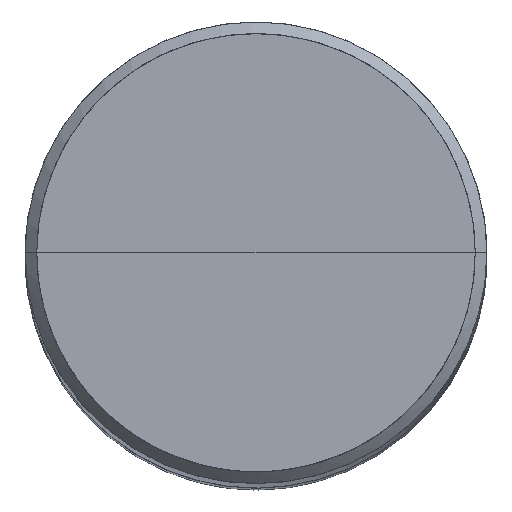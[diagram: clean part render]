
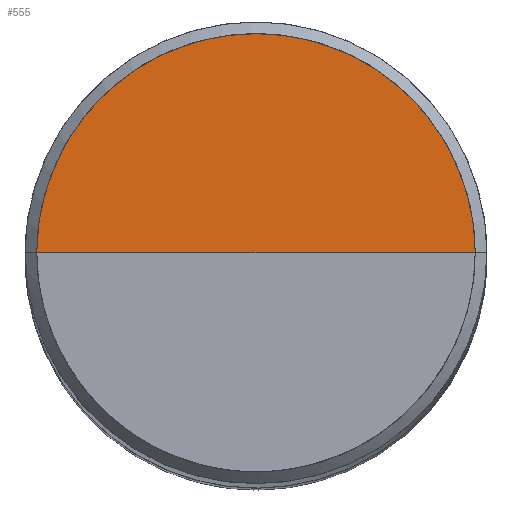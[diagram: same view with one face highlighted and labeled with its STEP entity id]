
A CAD part, top view. The second image highlights one B-rep face of the part: STEP entity #555.
In plain terms, the highlighted free-form (B-spline) face has degree [1, 2] with [2, 5] control points.
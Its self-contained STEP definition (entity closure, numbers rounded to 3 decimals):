
#123=CARTESIAN_POINT('',(-3.8,0.,40.));
#127=CARTESIAN_POINT('',(3.8,0.,40.));
#128=CARTESIAN_POINT('',(0.,0.,40.));
#141=CARTESIAN_POINT('',(3.8,3.8,40.));
#142=CARTESIAN_POINT('',(0.,3.8,40.));
#143=CARTESIAN_POINT('',(-3.8,3.8,40.));
#540=(
BOUNDED_SURFACE()
B_SPLINE_SURFACE(1,2,(
(#127,#141,#142,#143,#123),
(#128,#128,#128,#128,#128)
), .UNSPECIFIED.,.F.,.F.,.F.)
B_SPLINE_SURFACE_WITH_KNOTS((2,2),(3,2,3),(
0.,1.),(
0.,0.5,1.), .UNSPECIFIED.)
GEOMETRIC_REPRESENTATION_ITEM()
RATIONAL_B_SPLINE_SURFACE(((1.,0.707,1.,0.707,1.),
(1.,0.707,1.,0.707,1.)
))
REPRESENTATION_ITEM('')
SURFACE()
);
#541=(
BOUNDED_CURVE()
B_SPLINE_CURVE(2,(#123,#143,#142,#141,#127),.UNSPECIFIED.,.F.,.F.)
B_SPLINE_CURVE_WITH_KNOTS((3,2,3),
(0.,0.5,1.),.UNSPECIFIED.)
CURVE()
GEOMETRIC_REPRESENTATION_ITEM()
RATIONAL_B_SPLINE_CURVE((1.,0.707,1.,0.707,1.))
REPRESENTATION_ITEM('')
);
#542=(
BOUNDED_CURVE()
B_SPLINE_CURVE(1,(#127,#128),.UNSPECIFIED.,.F.,.F.)
B_SPLINE_CURVE_WITH_KNOTS((2,2),
(0.,1.),.UNSPECIFIED.)
CURVE()
GEOMETRIC_REPRESENTATION_ITEM()
RATIONAL_B_SPLINE_CURVE((1.,1.))
REPRESENTATION_ITEM('')
);
#543=(
BOUNDED_CURVE()
B_SPLINE_CURVE(1,(#128,#123),.UNSPECIFIED.,.F.,.F.)
B_SPLINE_CURVE_WITH_KNOTS((2,2),
(0.,1.),.UNSPECIFIED.)
CURVE()
GEOMETRIC_REPRESENTATION_ITEM()
RATIONAL_B_SPLINE_CURVE((1.,1.))
REPRESENTATION_ITEM('')
);
#544=VERTEX_POINT('',#123);
#545=VERTEX_POINT('',#127);
#546=VERTEX_POINT('',#128);
#547=EDGE_CURVE('',#544,#545,#541,.T.);
#548=EDGE_CURVE('',#545,#546,#542,.T.);
#549=EDGE_CURVE('',#546,#544,#543,.T.);
#550=ORIENTED_EDGE('',*,*,#547,.T.);
#551=ORIENTED_EDGE('',*,*,#548,.T.);
#552=ORIENTED_EDGE('',*,*,#549,.T.);
#553=EDGE_LOOP('',(#550,#551,#552));
#554=FACE_OUTER_BOUND('',#553,.T.);
#555=ADVANCED_FACE('',(#554),#540,.T.);
